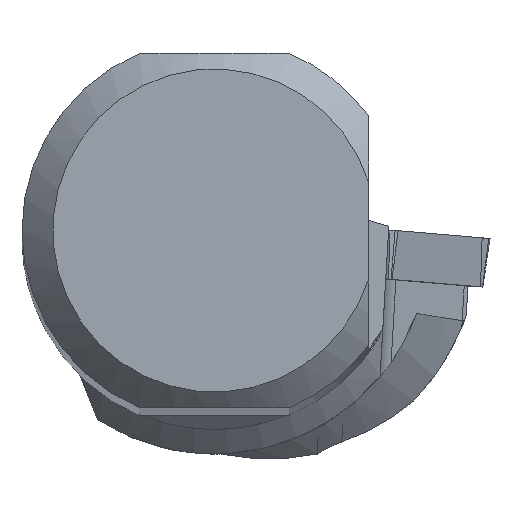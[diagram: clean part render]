
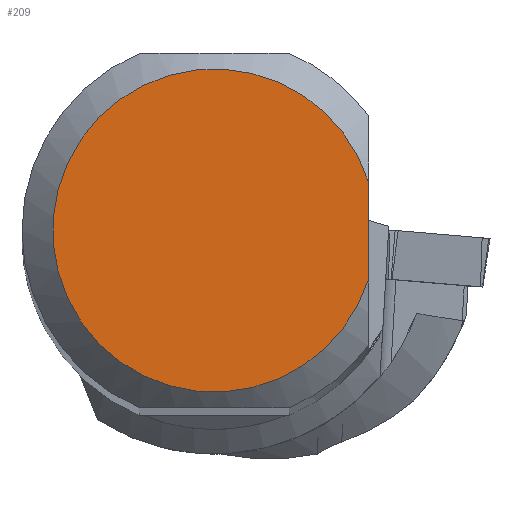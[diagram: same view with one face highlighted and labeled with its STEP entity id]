
A CAD part, top view. The second image highlights one B-rep face of the part: STEP entity #209.
In plain terms, the highlighted planar face has unit normal (0, 0, 1).
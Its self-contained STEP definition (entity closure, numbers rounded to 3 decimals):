
#162=FACE_OUTER_BOUND('',#414,.T.);
#209=ADVANCED_FACE('CU_SU_BP3',(#162),#241,.T.);
#241=PLANE('',#1096);
#293=LINE('',#1765,#344);
#344=VECTOR('',#1327,1.);
#414=EDGE_LOOP('',(#587,#588));
#587=ORIENTED_EDGE('',*,*,#875,.T.);
#588=ORIENTED_EDGE('',*,*,#876,.F.);
#766=VERTEX_POINT('',#1766);
#767=VERTEX_POINT('',#1767);
#875=EDGE_CURVE('',#766,#767,#293,.T.);
#876=EDGE_CURVE('',#766,#767,#928,.T.);
#928=CIRCLE('',#1095,10.491);
#1095=AXIS2_PLACEMENT_3D('',#1768,#1328,#1329);
#1096=AXIS2_PLACEMENT_3D('',#1769,#1330,#1331);
#1327=DIRECTION('',(0.,1.,0.));
#1328=DIRECTION('',(0.,0.,-1.));
#1329=DIRECTION('',(-1.,0.,0.));
#1330=DIRECTION('',(0.,0.,1.));
#1331=DIRECTION('',(-1.,0.,0.));
#1765=CARTESIAN_POINT('',(10.009,0.,0.));
#1766=CARTESIAN_POINT('',(10.009,-3.145,0.));
#1767=CARTESIAN_POINT('',(10.009,3.145,0.));
#1768=CARTESIAN_POINT('',(0.,0.,0.));
#1769=CARTESIAN_POINT('',(0.,0.,
0.));
